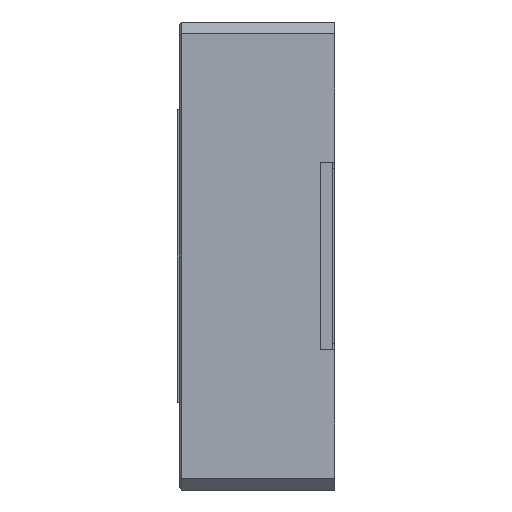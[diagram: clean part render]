
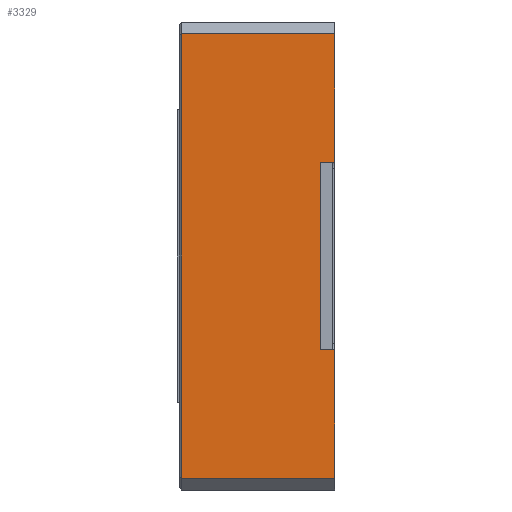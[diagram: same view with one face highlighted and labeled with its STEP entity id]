
A CAD part, left-side view. The second image highlights one B-rep face of the part: STEP entity #3329.
In plain terms, the highlighted planar face has unit normal (-1, 0, 0).
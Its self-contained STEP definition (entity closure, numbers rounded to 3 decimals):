
#46 = DIRECTION ( 'NONE',  ( 0., -1., 0. ) ) ;
#54 = EDGE_CURVE ( 'NONE', #3906, #1147, #3543, .T. ) ;
#153 = CARTESIAN_POINT ( 'NONE',  ( -31., 1.2, 8. ) ) ;
#155 = ORIENTED_EDGE ( 'NONE', *, *, #1762, .T. ) ;
#247 = DIRECTION ( 'NONE',  ( 0., 0., -1. ) ) ;
#396 = VERTEX_POINT ( 'NONE', #794 ) ;
#433 = ORIENTED_EDGE ( 'NONE', *, *, #4325, .F. ) ;
#529 = EDGE_CURVE ( 'NONE', #2592, #3906, #5002, .T. ) ;
#578 = DIRECTION ( 'NONE',  ( 0., 0., 1. ) ) ;
#677 = LINE ( 'NONE', #3878, #1818 ) ;
#723 = VECTOR ( 'NONE', #2773, 1000. ) ;
#727 = DIRECTION ( 'NONE',  ( 0., 0., 1. ) ) ;
#736 = VERTEX_POINT ( 'NONE', #1280 ) ;
#794 = CARTESIAN_POINT ( 'NONE',  ( -31., 0., 19. ) ) ;
#913 = EDGE_CURVE ( 'NONE', #3471, #5048, #2722, .T. ) ;
#946 = CARTESIAN_POINT ( 'NONE',  ( -31., 13.5, -20. ) ) ;
#1015 = DIRECTION ( 'NONE',  ( 0., -1., 0. ) ) ;
#1029 = VECTOR ( 'NONE', #2774, 1000. ) ;
#1088 = AXIS2_PLACEMENT_3D ( 'NONE', #946, #4942, #4149 ) ;
#1117 = LINE ( 'NONE', #3727, #4551 ) ;
#1147 = VERTEX_POINT ( 'NONE', #4172 ) ;
#1178 = CARTESIAN_POINT ( 'NONE',  ( -31., 1.2, -8. ) ) ;
#1280 = CARTESIAN_POINT ( 'NONE',  ( -31., 0., -8. ) ) ;
#1371 = EDGE_LOOP ( 'NONE', ( #2074, #3562, #3603, #5051, #433, #2673, #155, #3918 ) ) ;
#1485 = CARTESIAN_POINT ( 'NONE',  ( -31., 1.2, 8. ) ) ;
#1584 = VECTOR ( 'NONE', #46, 1000. ) ;
#1739 = PLANE ( 'NONE',  #1088 ) ;
#1762 = EDGE_CURVE ( 'NONE', #3471, #3548, #2496, .T. ) ;
#1818 = VECTOR ( 'NONE', #727, 1000. ) ;
#1943 = EDGE_CURVE ( 'NONE', #3548, #396, #677, .T. ) ;
#2074 = ORIENTED_EDGE ( 'NONE', *, *, #4045, .T. ) ;
#2252 = CARTESIAN_POINT ( 'NONE',  ( -31., 13.1, -19. ) ) ;
#2332 = CARTESIAN_POINT ( 'NONE',  ( -31., 13.5, 19. ) ) ;
#2420 = CARTESIAN_POINT ( 'NONE',  ( -31., 1.2, -8. ) ) ;
#2496 = LINE ( 'NONE', #153, #5156 ) ;
#2592 = VERTEX_POINT ( 'NONE', #2732 ) ;
#2605 = VECTOR ( 'NONE', #247, 1000. ) ;
#2628 = CARTESIAN_POINT ( 'NONE',  ( -31., 13.1, -19. ) ) ;
#2673 = ORIENTED_EDGE ( 'NONE', *, *, #913, .F. ) ;
#2722 = LINE ( 'NONE', #1178, #1029 ) ;
#2732 = CARTESIAN_POINT ( 'NONE',  ( -31., 13.1, 19. ) ) ;
#2773 = DIRECTION ( 'NONE',  ( 0., -1., 0. ) ) ;
#2774 = DIRECTION ( 'NONE',  ( 0., 0., -1. ) ) ;
#3329 = ADVANCED_FACE ( 'NONE', ( #4524 ), #1739, .F. ) ;
#3471 = VERTEX_POINT ( 'NONE', #1485 ) ;
#3543 = LINE ( 'NONE', #5137, #1584 ) ;
#3548 = VERTEX_POINT ( 'NONE', #4804 ) ;
#3562 = ORIENTED_EDGE ( 'NONE', *, *, #529, .T. ) ;
#3603 = ORIENTED_EDGE ( 'NONE', *, *, #54, .T. ) ;
#3710 = VECTOR ( 'NONE', #3954, 1000. ) ;
#3727 = CARTESIAN_POINT ( 'NONE',  ( -31., 0., -20. ) ) ;
#3878 = CARTESIAN_POINT ( 'NONE',  ( -31., 0., -20. ) ) ;
#3906 = VERTEX_POINT ( 'NONE', #2628 ) ;
#3918 = ORIENTED_EDGE ( 'NONE', *, *, #1943, .T. ) ;
#3954 = DIRECTION ( 'NONE',  ( 0., 1., 0. ) ) ;
#4009 = LINE ( 'NONE', #2332, #3710 ) ;
#4045 = EDGE_CURVE ( 'NONE', #396, #2592, #4009, .T. ) ;
#4149 = DIRECTION ( 'NONE',  ( 0., 0., -1. ) ) ;
#4172 = CARTESIAN_POINT ( 'NONE',  ( -31., 0., -19. ) ) ;
#4263 = CARTESIAN_POINT ( 'NONE',  ( -31., 1.2, -8. ) ) ;
#4325 = EDGE_CURVE ( 'NONE', #5048, #736, #5072, .T. ) ;
#4524 = FACE_OUTER_BOUND ( 'NONE', #1371, .T. ) ;
#4551 = VECTOR ( 'NONE', #578, 1000. ) ;
#4804 = CARTESIAN_POINT ( 'NONE',  ( -31., 0., 8. ) ) ;
#4930 = EDGE_CURVE ( 'NONE', #1147, #736, #1117, .T. ) ;
#4942 = DIRECTION ( 'NONE',  ( 1., 0., 0. ) ) ;
#5002 = LINE ( 'NONE', #2252, #2605 ) ;
#5048 = VERTEX_POINT ( 'NONE', #2420 ) ;
#5051 = ORIENTED_EDGE ( 'NONE', *, *, #4930, .T. ) ;
#5072 = LINE ( 'NONE', #4263, #723 ) ;
#5137 = CARTESIAN_POINT ( 'NONE',  ( -31., 13.5, -19. ) ) ;
#5156 = VECTOR ( 'NONE', #1015, 1000. ) ;
